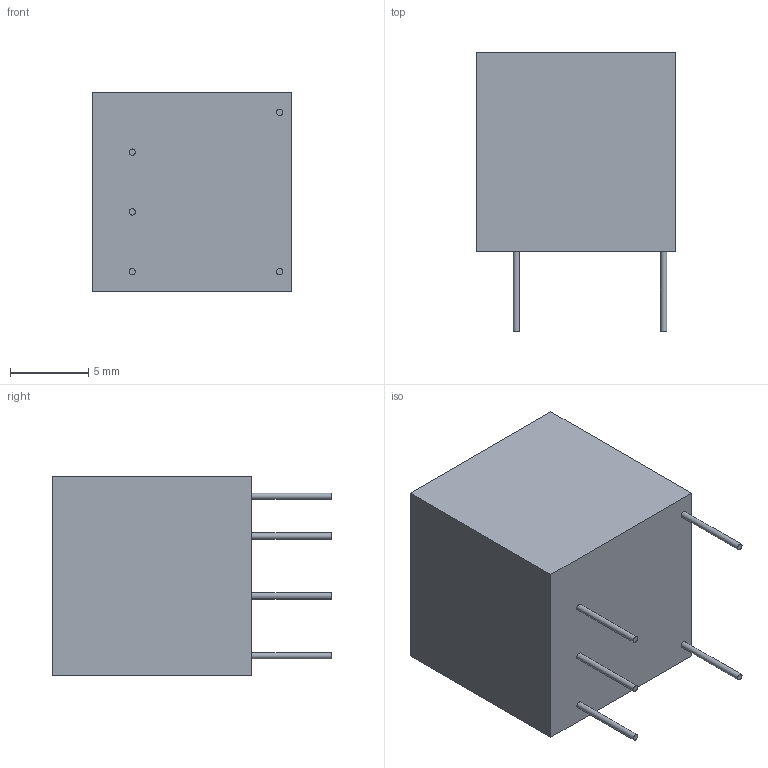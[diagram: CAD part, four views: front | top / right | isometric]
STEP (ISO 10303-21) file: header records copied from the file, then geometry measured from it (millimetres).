
FILE_DESCRIPTION(/* description */ (''),/* implementation_level */ '2;1');
FILE_NAME(/* name */ 'EMCO_Q_2.5_5kV v1.step',/* time_stamp */ '2019-04-17T15:24:31-07:00',/* author */ (''),/* organization */ (''),/* preprocessor_version */ 'ST-DEVELOPER v17.2',/* originating_system */ 'Autodesk Translation Framework v7.6.0.251',/* authorisation */ '');
FILE_SCHEMA (('AUTOMOTIVE_DESIGN { 1 0 10303 214 3 1 1 }'));
Length unit declared in the file: inch
Products named in the file (1): EMCO_Q_2.5_5kV
Bounding box: 12.7 x 17.78 x 12.7 mm (x, y, z)
Volume: 2051.7 mm3; surface area: 1000.2 mm2
Topology: 1 solids, 1 shells, 16 faces, 27 edges, 18 vertices
Faces by surface type: plane 11, cylinder 5
Full cylindrical faces by diameter (mm): 0.406 x5
Entity records: 436 total; most frequent: DIRECTION 71, CARTESIAN_POINT 62, ORIENTED_EDGE 54, EDGE_CURVE 27, AXIS2_PLACEMENT_3D 27, EDGE_LOOP 21, VERTEX_POINT 18, LINE 17
